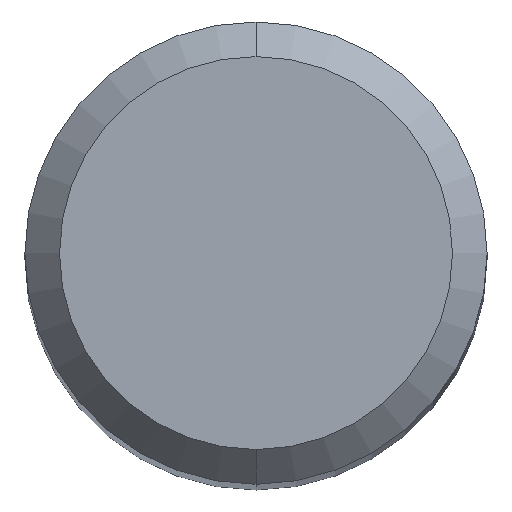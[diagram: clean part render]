
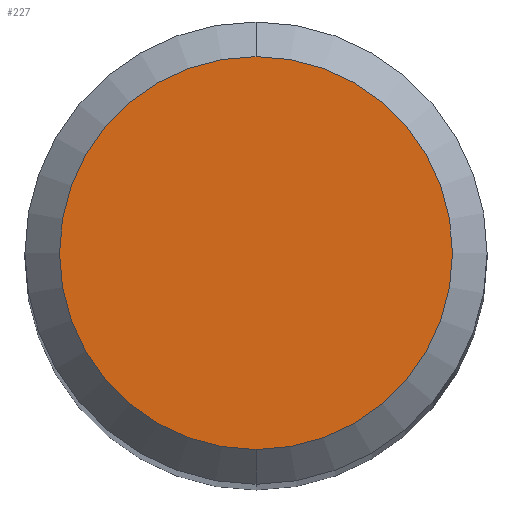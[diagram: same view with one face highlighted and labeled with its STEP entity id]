
A CAD part, top view. The second image highlights one B-rep face of the part: STEP entity #227.
In plain terms, the highlighted planar face has unit normal (0, 0, 1).
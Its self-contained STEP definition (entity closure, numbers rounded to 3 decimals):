
#203=VERTEX_POINT('',#513);
#227=ADVANCED_FACE('',(#540),#541,.T.);
#323=EDGE_CURVE('',#393,#203,#647,.T.);
#335=EDGE_CURVE('',#203,#393,#660,.T.);
#393=VERTEX_POINT('',#721);
#513=CARTESIAN_POINT('',(0.0,1.7,0.0));
#540=FACE_OUTER_BOUND('',#913,.T.);
#541=PLANE('',#914);
#647=CIRCLE('',#1108,1.7);
#660=CIRCLE('',#1137,1.7);
#721=CARTESIAN_POINT('',(0.,-1.7,0.0));
#913=EDGE_LOOP('',(#1517,#1518));
#914=AXIS2_PLACEMENT_3D('',#1519,#1520,#1521);
#1108=AXIS2_PLACEMENT_3D('',#1641,#1642,#1643);
#1137=AXIS2_PLACEMENT_3D('',#1654,#1655,#1656);
#1517=ORIENTED_EDGE('',*,*,#335,.F.);
#1518=ORIENTED_EDGE('',*,*,#323,.F.);
#1519=CARTESIAN_POINT('',(0.0,0.85,0.0));
#1520=DIRECTION('',(-0.0,0.0,1.0));
#1521=DIRECTION('',(0.0,-1.0,0.0));
#1641=CARTESIAN_POINT('',(0.0,0.0,0.0));
#1642=DIRECTION('',(0.0,0.0,-1.0));
#1643=DIRECTION('',(0.0,1.0,0.0));
#1654=CARTESIAN_POINT('',(0.0,0.0,0.0));
#1655=DIRECTION('',(0.0,0.0,-1.0));
#1656=DIRECTION('',(0.0,1.0,0.0));
